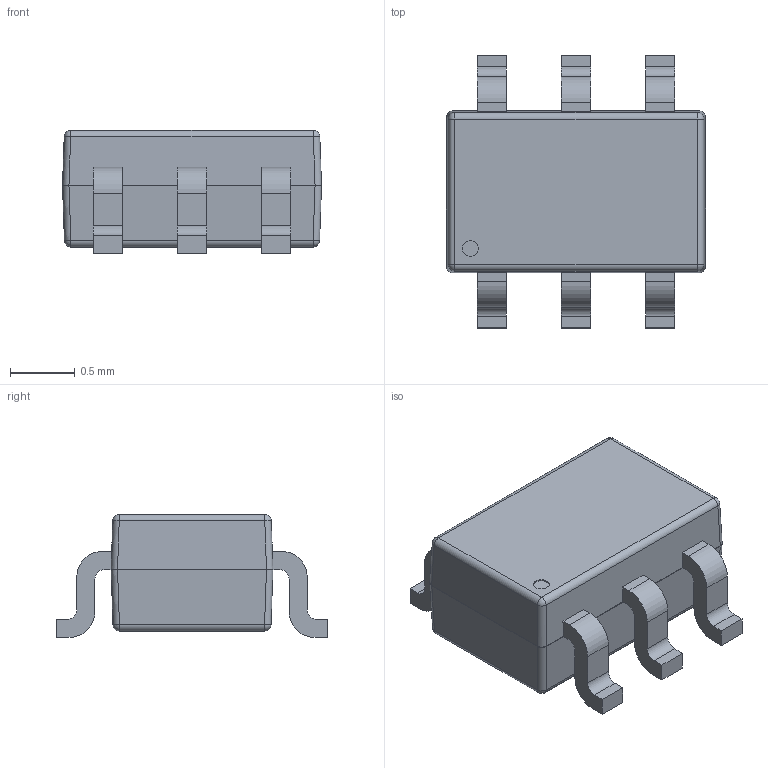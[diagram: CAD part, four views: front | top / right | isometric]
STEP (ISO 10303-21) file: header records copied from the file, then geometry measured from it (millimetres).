
FILE_DESCRIPTION((''),'2;1');
FILE_NAME('SC70-6 (SOT363).stp','2013-03-12T14:36:09',('yvshub'),(''),'Autodesk Inventor 2011','Autodesk Inventor 2011','');
FILE_SCHEMA(('AUTOMOTIVE_DESIGN { 1 0 10303 214 1 1 1 1 }'));
Length unit declared in the file: millimetre
Products named in the file (1): SC70-6 (SOT363)
Bounding box: 2 x 2.1 x 0.95 mm (x, y, z)
Volume: 2.4 mm3; surface area: 13.9 mm2
Topology: 1 solids, 1 shells, 126 faces, 335 edges, 204 vertices
Faces by surface type: plane 68, cylinder 46, sphere 12
Full cylindrical faces by diameter (mm): 0.122 x1
Entity records: 4023 total; most frequent: CARTESIAN_POINT 765, DIRECTION 676, ORIENTED_EDGE 652, EDGE_CURVE 326, AXIS2_PLACEMENT_3D 227, VECTOR 222, LINE 222, VERTEX_POINT 204
